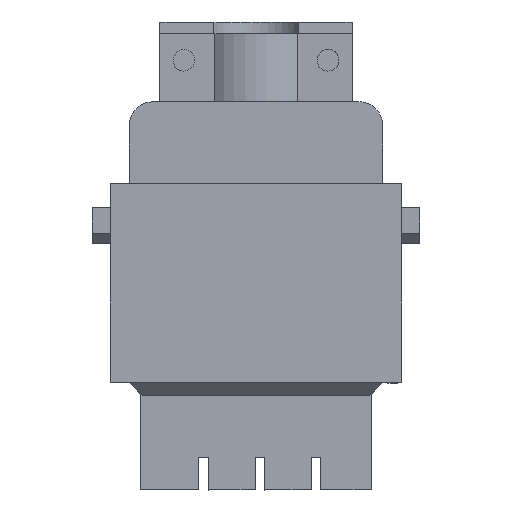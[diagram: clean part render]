
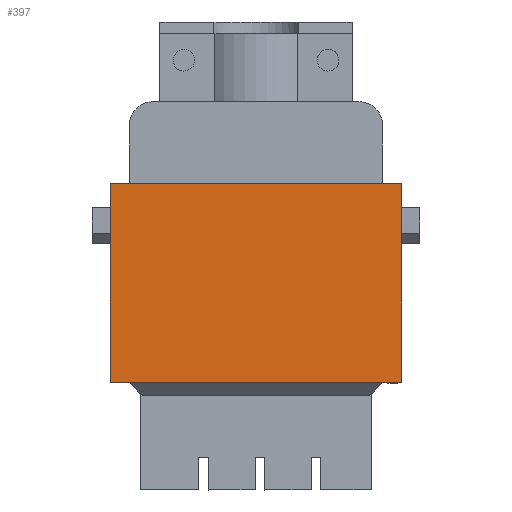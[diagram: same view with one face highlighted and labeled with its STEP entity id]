
A CAD part, left-side view. The second image highlights one B-rep face of the part: STEP entity #397.
In plain terms, the highlighted planar face has unit normal (-1, 0, 0).
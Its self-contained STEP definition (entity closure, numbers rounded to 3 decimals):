
#377=AXIS2_PLACEMENT_3D('Plane Axis2P3D',#374,#375,#376) ;
#177=CARTESIAN_POINT('Vertex',(0.,1.9,31.9)) ;
#180=CARTESIAN_POINT('Line Origine',(0.,1.9,21.55)) ;
#184=CARTESIAN_POINT('Vertex',(0.,1.9,11.2)) ;
#346=CARTESIAN_POINT('Vertex',(0.,32.2,31.9)) ;
#349=CARTESIAN_POINT('Line Origine',(0.,17.05,31.9)) ;
#374=CARTESIAN_POINT('Axis2P3D Location',(0.,2.05,13.)) ;
#379=CARTESIAN_POINT('Line Origine',(0.,32.2,21.55)) ;
#383=CARTESIAN_POINT('Vertex',(0.,32.2,11.2)) ;
#386=CARTESIAN_POINT('Line Origine',(0.,17.05,11.2)) ;
#181=DIRECTION('Vector Direction',(0.,0.,-1.)) ;
#350=DIRECTION('Vector Direction',(0.,1.,0.)) ;
#375=DIRECTION('Axis2P3D Direction',(-1.,0.,0.)) ;
#376=DIRECTION('Axis2P3D XDirection',(0.,-1.,0.)) ;
#380=DIRECTION('Vector Direction',(0.,0.,1.)) ;
#387=DIRECTION('Vector Direction',(0.,1.,0.)) ;
#182=VECTOR('Line Direction',#181,1.) ;
#351=VECTOR('Line Direction',#350,1.) ;
#381=VECTOR('Line Direction',#380,1.) ;
#388=VECTOR('Line Direction',#387,1.) ;
#392=ORIENTED_EDGE('',*,*,#385,.F.) ;
#393=ORIENTED_EDGE('',*,*,#390,.F.) ;
#394=ORIENTED_EDGE('',*,*,#186,.F.) ;
#395=ORIENTED_EDGE('',*,*,#353,.T.) ;
#397=ADVANCED_FACE('Hauptk\X2\00F6\X0\rper',(#396),#378,.T.) ;
#186=EDGE_CURVE('',#178,#185,#183,.T.) ;
#353=EDGE_CURVE('',#178,#347,#352,.T.) ;
#385=EDGE_CURVE('',#384,#347,#382,.T.) ;
#390=EDGE_CURVE('',#185,#384,#389,.T.) ;
#391=EDGE_LOOP('',(#392,#393,#394,#395)) ;
#396=FACE_OUTER_BOUND('',#391,.T.) ;
#183=LINE('Line',#180,#182) ;
#352=LINE('Line',#349,#351) ;
#382=LINE('Line',#379,#381) ;
#389=LINE('Line',#386,#388) ;
#378=PLANE('',#377) ;
#178=VERTEX_POINT('',#177) ;
#185=VERTEX_POINT('',#184) ;
#347=VERTEX_POINT('',#346) ;
#384=VERTEX_POINT('',#383) ;
